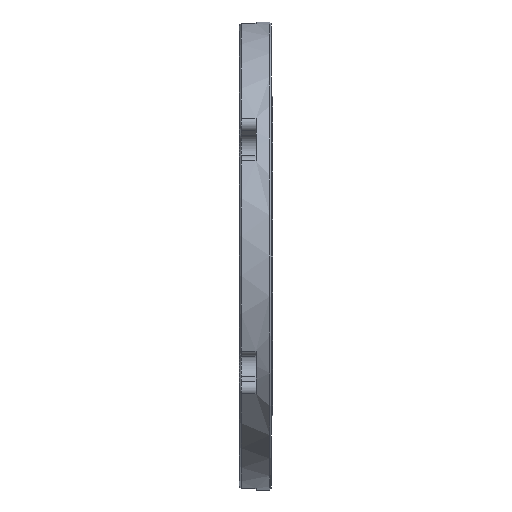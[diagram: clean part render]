
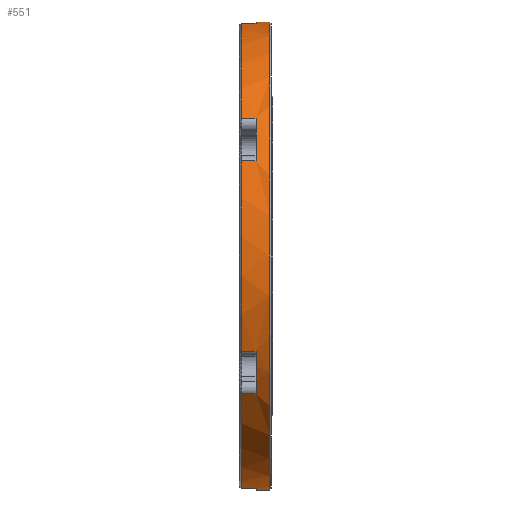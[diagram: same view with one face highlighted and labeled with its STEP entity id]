
A CAD part, left-side view. The second image highlights one B-rep face of the part: STEP entity #551.
In plain terms, the highlighted cylindrical face has radius 42.5 mm (diameter 85 mm), a partial arc.
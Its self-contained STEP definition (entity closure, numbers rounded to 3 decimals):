
#14 = ORIENTED_EDGE ( 'NONE', *, *, #3657, .T. ) ;
#17 = ORIENTED_EDGE ( 'NONE', *, *, #3282, .T. ) ;
#51 = DIRECTION ( 'NONE',  ( 0., -1., 0. ) ) ;
#109 = CYLINDRICAL_SURFACE ( 'NONE', #2490, 42.5 ) ;
#144 = VECTOR ( 'NONE', #2962, 1000. ) ;
#146 = DIRECTION ( 'NONE',  ( 0., 0., -1. ) ) ;
#154 = ORIENTED_EDGE ( 'NONE', *, *, #3638, .T. ) ;
#224 = DIRECTION ( 'NONE',  ( 0., -1., 0. ) ) ;
#249 = VERTEX_POINT ( 'NONE', #1168 ) ;
#292 = ORIENTED_EDGE ( 'NONE', *, *, #3424, .T. ) ;
#305 = ORIENTED_EDGE ( 'NONE', *, *, #3490, .F. ) ;
#368 = DIRECTION ( 'NONE',  ( 0., -1., 0. ) ) ;
#377 = DIRECTION ( 'NONE',  ( 0., 1., 0. ) ) ;
#381 = CARTESIAN_POINT ( 'NONE',  ( -38.832, 5.7, 17.273 ) ) ;
#382 = CARTESIAN_POINT ( 'NONE',  ( 0., 0.5, 0. ) ) ;
#389 = EDGE_CURVE ( 'NONE', #1062, #249, #1331, .T. ) ;
#420 = CARTESIAN_POINT ( 'NONE',  ( 0., 3., -42.5 ) ) ;
#452 = AXIS2_PLACEMENT_3D ( 'NONE', #2337, #1750, #2054 ) ;
#476 = VECTOR ( 'NONE', #377, 1000. ) ;
#494 = AXIS2_PLACEMENT_3D ( 'NONE', #382, #2787, #146 ) ;
#525 = ORIENTED_EDGE ( 'NONE', *, *, #1953, .T. ) ;
#551 = ADVANCED_FACE ( 'NONE', ( #3005 ), #109, .T. ) ;
#556 = VECTOR ( 'NONE', #51, 1000. ) ;
#573 = CARTESIAN_POINT ( 'NONE',  ( -4.457, 3., 42.266 ) ) ;
#629 = DIRECTION ( 'NONE',  ( 0., 0., 1. ) ) ;
#671 = ORIENTED_EDGE ( 'NONE', *, *, #389, .T. ) ;
#694 = CARTESIAN_POINT ( 'NONE',  ( -38.832, 5.7, -17.273 ) ) ;
#754 = CARTESIAN_POINT ( 'NONE',  ( -38.832, 3., 17.273 ) ) ;
#758 = ORIENTED_EDGE ( 'NONE', *, *, #2577, .T. ) ;
#767 = AXIS2_PLACEMENT_3D ( 'NONE', #915, #1186, #2719 ) ;
#778 = VECTOR ( 'NONE', #1718, 1000. ) ;
#818 = EDGE_CURVE ( 'NONE', #2350, #1390, #1138, .T. ) ;
#869 = AXIS2_PLACEMENT_3D ( 'NONE', #2207, #1910, #1605 ) ;
#915 = CARTESIAN_POINT ( 'NONE',  ( 0., 5.7, 0. ) ) ;
#955 = LINE ( 'NONE', #3306, #476 ) ;
#958 = LINE ( 'NONE', #1273, #1212 ) ;
#1059 = CARTESIAN_POINT ( 'NONE',  ( -38.832, 6., 17.273 ) ) ;
#1062 = VERTEX_POINT ( 'NONE', #1938 ) ;
#1072 = VERTEX_POINT ( 'NONE', #694 ) ;
#1121 = DIRECTION ( 'NONE',  ( 0., 0., 1. ) ) ;
#1128 = VERTEX_POINT ( 'NONE', #2780 ) ;
#1138 = CIRCLE ( 'NONE', #452, 42.5 ) ;
#1147 = CARTESIAN_POINT ( 'NONE',  ( -34.374, 3., -24.993 ) ) ;
#1151 = ORIENTED_EDGE ( 'NONE', *, *, #3538, .F. ) ;
#1168 = CARTESIAN_POINT ( 'NONE',  ( -34.374, 5.7, 24.993 ) ) ;
#1182 = CARTESIAN_POINT ( 'NONE',  ( 0., 3., 42.5 ) ) ;
#1186 = DIRECTION ( 'NONE',  ( 0., -1., 0. ) ) ;
#1212 = VECTOR ( 'NONE', #3330, 1000. ) ;
#1241 = EDGE_CURVE ( 'NONE', #249, #3332, #3208, .T. ) ;
#1273 = CARTESIAN_POINT ( 'NONE',  ( -4.457, 6., 42.266 ) ) ;
#1292 = VERTEX_POINT ( 'NONE', #1147 ) ;
#1331 = CIRCLE ( 'NONE', #767, 42.5 ) ;
#1346 = CARTESIAN_POINT ( 'NONE',  ( -4.457, 6., -42.266 ) ) ;
#1363 = VERTEX_POINT ( 'NONE', #1182 ) ;
#1385 = EDGE_LOOP ( 'NONE', ( #2243, #2261, #2840, #671, #1601, #1151, #17, #14, #292, #305, #758, #3679, #525, #2910, #2206, #154 ) ) ;
#1390 = VERTEX_POINT ( 'NONE', #1494 ) ;
#1409 = LINE ( 'NONE', #1752, #778 ) ;
#1489 = VECTOR ( 'NONE', #2564, 1000. ) ;
#1494 = CARTESIAN_POINT ( 'NONE',  ( -4.457, 5.7, -42.266 ) ) ;
#1549 = DIRECTION ( 'NONE',  ( 0., 0., -1. ) ) ;
#1552 = AXIS2_PLACEMENT_3D ( 'NONE', #2409, #2099, #629 ) ;
#1566 = DIRECTION ( 'NONE',  ( 0., -1., 0. ) ) ;
#1601 = ORIENTED_EDGE ( 'NONE', *, *, #1241, .T. ) ;
#1605 = DIRECTION ( 'NONE',  ( 0., 0., 1. ) ) ;
#1718 = DIRECTION ( 'NONE',  ( 0., -1., 0. ) ) ;
#1750 = DIRECTION ( 'NONE',  ( 0., -1., 0. ) ) ;
#1752 = CARTESIAN_POINT ( 'NONE',  ( 0., 6., 42.5 ) ) ;
#1785 = EDGE_CURVE ( 'NONE', #3634, #2336, #2348, .T. ) ;
#1792 = CARTESIAN_POINT ( 'NONE',  ( -38.832, 3., -17.273 ) ) ;
#1861 = CIRCLE ( 'NONE', #494, 42.5 ) ;
#1910 = DIRECTION ( 'NONE',  ( 0., 1., 0. ) ) ;
#1912 = EDGE_CURVE ( 'NONE', #3634, #1128, #3146, .T. ) ;
#1926 = LINE ( 'NONE', #1346, #2041 ) ;
#1938 = CARTESIAN_POINT ( 'NONE',  ( -4.457, 5.7, 42.266 ) ) ;
#1953 = EDGE_CURVE ( 'NONE', #1390, #1128, #1926, .T. ) ;
#1972 = CARTESIAN_POINT ( 'NONE',  ( 0., 0.5, 42.5 ) ) ;
#2015 = VERTEX_POINT ( 'NONE', #381 ) ;
#2041 = VECTOR ( 'NONE', #224, 1000. ) ;
#2046 = CARTESIAN_POINT ( 'NONE',  ( -38.832, 6., -17.273 ) ) ;
#2054 = DIRECTION ( 'NONE',  ( 0., 0., 1. ) ) ;
#2092 = VECTOR ( 'NONE', #2826, 1000. ) ;
#2099 = DIRECTION ( 'NONE',  ( 0., 1., 0. ) ) ;
#2206 = ORIENTED_EDGE ( 'NONE', *, *, #1785, .T. ) ;
#2207 = CARTESIAN_POINT ( 'NONE',  ( 0., 3., 0. ) ) ;
#2226 = CARTESIAN_POINT ( 'NONE',  ( 0., 3., 0. ) ) ;
#2243 = ORIENTED_EDGE ( 'NONE', *, *, #2356, .F. ) ;
#2258 = DIRECTION ( 'NONE',  ( 0., 0., 1. ) ) ;
#2261 = ORIENTED_EDGE ( 'NONE', *, *, #3699, .F. ) ;
#2336 = VERTEX_POINT ( 'NONE', #3362 ) ;
#2337 = CARTESIAN_POINT ( 'NONE',  ( 0., 5.7, 0. ) ) ;
#2348 = LINE ( 'NONE', #2423, #556 ) ;
#2350 = VERTEX_POINT ( 'NONE', #2918 ) ;
#2356 = EDGE_CURVE ( 'NONE', #1363, #3275, #1409, .T. ) ;
#2401 = VERTEX_POINT ( 'NONE', #1792 ) ;
#2407 = AXIS2_PLACEMENT_3D ( 'NONE', #3700, #2801, #2258 ) ;
#2409 = CARTESIAN_POINT ( 'NONE',  ( 0., 3., 0. ) ) ;
#2423 = CARTESIAN_POINT ( 'NONE',  ( 0., 6., -42.5 ) ) ;
#2490 = AXIS2_PLACEMENT_3D ( 'NONE', #3045, #368, #1549 ) ;
#2564 = DIRECTION ( 'NONE',  ( 0., -1., 0. ) ) ;
#2577 = EDGE_CURVE ( 'NONE', #1292, #2350, #955, .T. ) ;
#2620 = VERTEX_POINT ( 'NONE', #754 ) ;
#2719 = DIRECTION ( 'NONE',  ( 0., 0., 1. ) ) ;
#2726 = DIRECTION ( 'NONE',  ( 0., 0., 1. ) ) ;
#2780 = CARTESIAN_POINT ( 'NONE',  ( -4.457, 3., -42.266 ) ) ;
#2787 = DIRECTION ( 'NONE',  ( 0., 1., 0. ) ) ;
#2801 = DIRECTION ( 'NONE',  ( 0., 1., 0. ) ) ;
#2826 = DIRECTION ( 'NONE',  ( 0., 1., 0. ) ) ;
#2840 = ORIENTED_EDGE ( 'NONE', *, *, #2854, .T. ) ;
#2854 = EDGE_CURVE ( 'NONE', #3467, #1062, #958, .T. ) ;
#2866 = DIRECTION ( 'NONE',  ( 0., 1., 0. ) ) ;
#2873 = CARTESIAN_POINT ( 'NONE',  ( -34.374, 6., 24.993 ) ) ;
#2910 = ORIENTED_EDGE ( 'NONE', *, *, #1912, .F. ) ;
#2918 = CARTESIAN_POINT ( 'NONE',  ( -34.374, 5.7, -24.993 ) ) ;
#2962 = DIRECTION ( 'NONE',  ( 0., -1., 0. ) ) ;
#3005 = FACE_OUTER_BOUND ( 'NONE', #1385, .T. ) ;
#3024 = CARTESIAN_POINT ( 'NONE',  ( 0., 5.7, 0. ) ) ;
#3045 = CARTESIAN_POINT ( 'NONE',  ( 0., 6., 0. ) ) ;
#3146 = CIRCLE ( 'NONE', #2407, 42.5 ) ;
#3152 = AXIS2_PLACEMENT_3D ( 'NONE', #2226, #2866, #1121 ) ;
#3208 = LINE ( 'NONE', #2873, #1489 ) ;
#3209 = CIRCLE ( 'NONE', #1552, 42.5 ) ;
#3275 = VERTEX_POINT ( 'NONE', #1972 ) ;
#3282 = EDGE_CURVE ( 'NONE', #2620, #2015, #3464, .T. ) ;
#3306 = CARTESIAN_POINT ( 'NONE',  ( -34.374, 6., -24.993 ) ) ;
#3330 = DIRECTION ( 'NONE',  ( 0., 1., 0. ) ) ;
#3332 = VERTEX_POINT ( 'NONE', #3772 ) ;
#3362 = CARTESIAN_POINT ( 'NONE',  ( 0., 0.5, -42.5 ) ) ;
#3424 = EDGE_CURVE ( 'NONE', #1072, #2401, #3539, .T. ) ;
#3464 = LINE ( 'NONE', #1059, #2092 ) ;
#3467 = VERTEX_POINT ( 'NONE', #573 ) ;
#3490 = EDGE_CURVE ( 'NONE', #1292, #2401, #3209, .T. ) ;
#3529 = CIRCLE ( 'NONE', #3152, 42.5 ) ;
#3538 = EDGE_CURVE ( 'NONE', #2620, #3332, #3771, .T. ) ;
#3539 = LINE ( 'NONE', #2046, #144 ) ;
#3634 = VERTEX_POINT ( 'NONE', #420 ) ;
#3638 = EDGE_CURVE ( 'NONE', #2336, #3275, #1861, .T. ) ;
#3649 = CIRCLE ( 'NONE', #3711, 42.5 ) ;
#3657 = EDGE_CURVE ( 'NONE', #2015, #1072, #3649, .T. ) ;
#3679 = ORIENTED_EDGE ( 'NONE', *, *, #818, .T. ) ;
#3699 = EDGE_CURVE ( 'NONE', #3467, #1363, #3529, .T. ) ;
#3700 = CARTESIAN_POINT ( 'NONE',  ( 0., 3., 0. ) ) ;
#3711 = AXIS2_PLACEMENT_3D ( 'NONE', #3024, #1566, #2726 ) ;
#3771 = CIRCLE ( 'NONE', #869, 42.5 ) ;
#3772 = CARTESIAN_POINT ( 'NONE',  ( -34.374, 3., 24.993 ) ) ;
